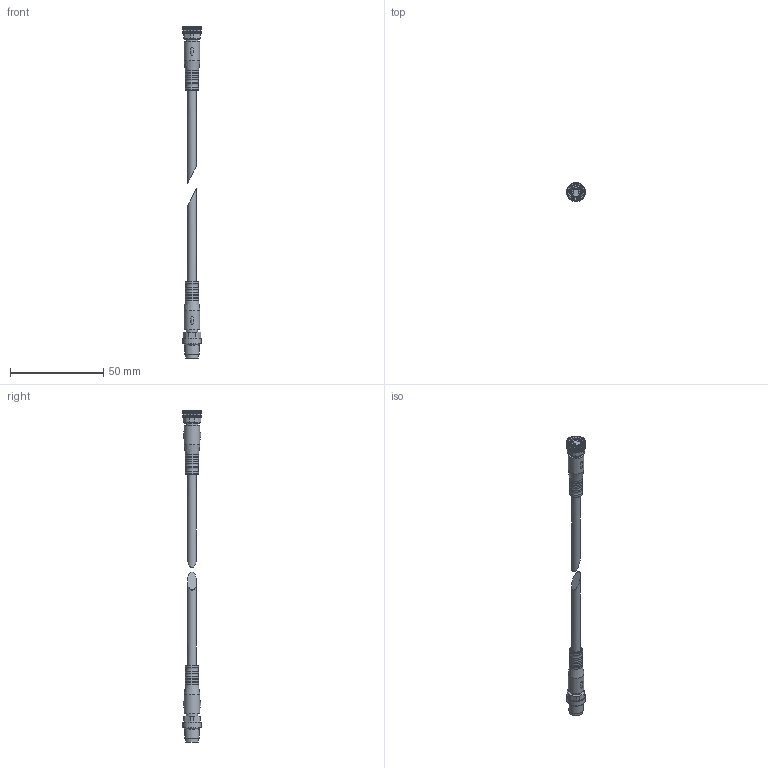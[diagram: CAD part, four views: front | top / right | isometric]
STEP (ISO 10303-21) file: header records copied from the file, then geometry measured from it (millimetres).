
FILE_DESCRIPTION(/* description */ ('STEP AP214'),/* implementation_level */ '2;1');
FILE_NAME(/* name */ '8065102_NEBL-M8G4-E-0_5-N-M8G4',/* time_stamp */ '2024-09-12T17:42:27+02:00',/* author */ ('License CC BY-ND 4.0'),/* organization */ ('CADENAS'),/* preprocessor_version */ 'ST-DEVELOPER v19.3',/* originating_system */ 'PARTsolutions',/* authorisation */ ' ');
FILE_SCHEMA (('AUTOMOTIVE_DESIGN {1 0 10303 214 3 1 1}'));
Length unit declared in the file: millimetre
Products named in the file (3): 8065102 NEBL-M8G4-E-0.5-N-M8G4---(high); 8065102 NEBL-M8G4-E-0.5-N-M8G4---(P1high); 8065102 NEBL-M8G4-E-0.5-N-M8G4---(P2high)
Assembly tree (2 placements, depth 2):
  8065102 NEBL-M8G4-E-0.5-N-M8G4---(high)
    8065102 NEBL-M8G4-E-0.5-N-M8G4---(P1high)
    8065102 NEBL-M8G4-E-0.5-N-M8G4---(P2high)
Bounding box: 10 x 10 x 177.6 mm (x, y, z)
Volume: 5239.4 mm3; surface area: 4181 mm2
Topology: 2 solids, 2 shells, 313 faces, 793 edges, 503 vertices
Faces by surface type: plane 133, torus 88, cylinder 80, cone 8, sphere 4
Full cylindrical faces by diameter (mm): 1 x4, 1.1 x4, 4.8 x2, 5.7 x2, 5.8 x2, 5.95 x1, 6.4 x1, 6.9 x1, 6.917 x1, 7 x10, 8 x1, 8.5 x2, 10 x1
Entity records: 11588 total; most frequent: CARTESIAN_POINT 2166, DIRECTION 1464, ORIENTED_EDGE 1458, EDGE_CURVE 729, AXIS2_PLACEMENT_3D 573, VERTEX_POINT 495, EDGE_LOOP 388, FACE_BOUND 388
